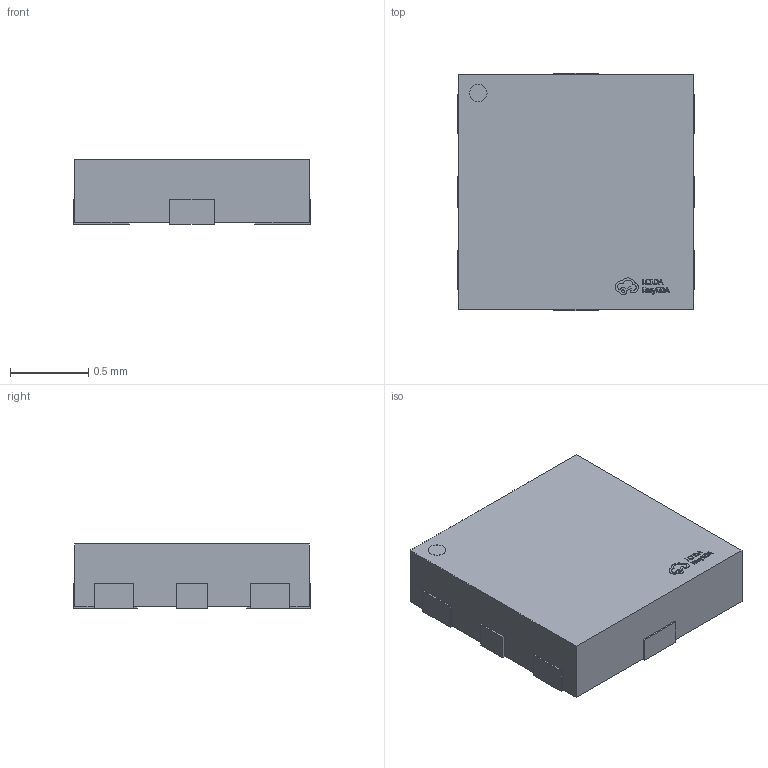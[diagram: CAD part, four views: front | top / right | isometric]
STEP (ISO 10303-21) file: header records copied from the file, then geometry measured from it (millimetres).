
FILE_DESCRIPTION (( 'STEP AP214' ), '1' );
FILE_NAME ('X2QFN-8_L1.5-W1.5-P0.50-BL.step', '2022-07-15T04:29:16', ( '' ), ( '' ), 'SwSTEP 2.0', 'SolidWorks 2020', '' );
FILE_SCHEMA (( 'AUTOMOTIVE_DESIGN' ));
Length unit declared in the file: millimetre
Products named in the file (1): X2QFN-8_L1.5-W1.5-P0.50-BL
Bounding box: 1.52 x 1.52 x 0.41 mm (x, y, z)
Volume: 0.9 mm3; surface area: 7.1 mm2
Topology: 14 solids, 14 shells, 348 faces, 936 edges, 624 vertices
Faces by surface type: plane 234, bspline 112, cylinder 2
Entity records: 15979 total; most frequent: CARTESIAN_POINT 4013, ORIENTED_EDGE 1872, DIRECTION 1186, EDGE_CURVE 936, LINE 704, VECTOR 704, VERTEX_POINT 624, EDGE_LOOP 368
